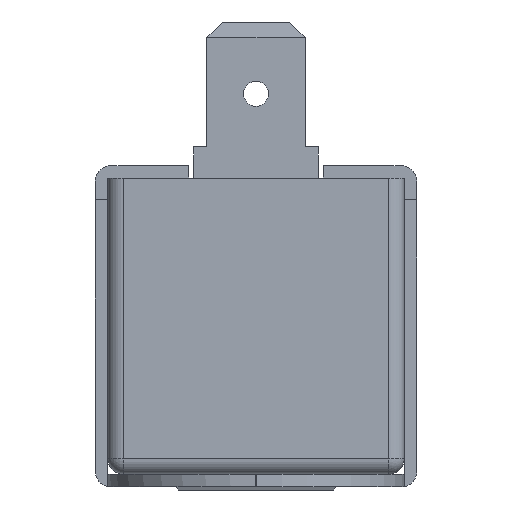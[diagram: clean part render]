
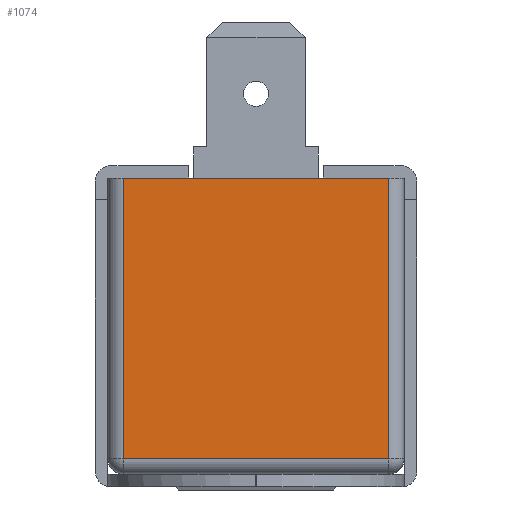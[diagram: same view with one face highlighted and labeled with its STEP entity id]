
A CAD part, left-side view. The second image highlights one B-rep face of the part: STEP entity #1074.
In plain terms, the highlighted planar face has unit normal (-1, 0, 0).
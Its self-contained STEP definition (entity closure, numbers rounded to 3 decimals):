
#39 = CARTESIAN_POINT ( 'NONE',  ( -18.803, 56.113, 64.547 ) ) ;
#56 = VECTOR ( 'NONE', #2170, 1000. ) ;
#378 = EDGE_CURVE ( 'NONE', #5020, #2955, #3257, .T. ) ;
#731 = ORIENTED_EDGE ( 'NONE', *, *, #4250, .T. ) ;
#957 = DIRECTION ( 'NONE',  ( 0., 1., 0. ) ) ;
#987 = CARTESIAN_POINT ( 'NONE',  ( -18.803, 56.113, 82.547 ) ) ;
#1001 = FACE_OUTER_BOUND ( 'NONE', #4118, .T. ) ;
#1074 = ADVANCED_FACE ( 'NONE', ( #1001 ), #2953, .F. ) ;
#1076 = EDGE_CURVE ( 'NONE', #3572, #5020, #5120, .T. ) ;
#1090 = DIRECTION ( 'NONE',  ( 0., -1., 0. ) ) ;
#1194 = CARTESIAN_POINT ( 'NONE',  ( -18.803, 38.113, 64.547 ) ) ;
#1373 = ORIENTED_EDGE ( 'NONE', *, *, #4802, .F. ) ;
#1378 = VECTOR ( 'NONE', #1090, 1000. ) ;
#1552 = DIRECTION ( 'NONE',  ( 0., 0., 1. ) ) ;
#1615 = DIRECTION ( 'NONE',  ( 0., -1., 0. ) ) ;
#2082 = VERTEX_POINT ( 'NONE', #2988 ) ;
#2170 = DIRECTION ( 'NONE',  ( 0., 0., -1. ) ) ;
#2350 = CARTESIAN_POINT ( 'NONE',  ( -18.803, 39.113, 64.547 ) ) ;
#2953 = PLANE ( 'NONE',  #4168 ) ;
#2955 = VERTEX_POINT ( 'NONE', #2350 ) ;
#2988 = CARTESIAN_POINT ( 'NONE',  ( -18.803, 39.113, 82.547 ) ) ;
#3257 = LINE ( 'NONE', #1194, #4058 ) ;
#3348 = DIRECTION ( 'NONE',  ( 1., 0., 0. ) ) ;
#3499 = CARTESIAN_POINT ( 'NONE',  ( -18.803, 38.113, 82.547 ) ) ;
#3548 = CARTESIAN_POINT ( 'NONE',  ( -18.803, 39.113, 82.547 ) ) ;
#3572 = VERTEX_POINT ( 'NONE', #987 ) ;
#3750 = CARTESIAN_POINT ( 'NONE',  ( -18.803, 56.113, 82.547 ) ) ;
#4058 = VECTOR ( 'NONE', #1615, 1000. ) ;
#4118 = EDGE_LOOP ( 'NONE', ( #5093, #4624, #731, #1373 ) ) ;
#4168 = AXIS2_PLACEMENT_3D ( 'NONE', #4935, #3348, #957 ) ;
#4250 = EDGE_CURVE ( 'NONE', #2955, #2082, #4925, .T. ) ;
#4554 = LINE ( 'NONE', #3499, #1378 ) ;
#4624 = ORIENTED_EDGE ( 'NONE', *, *, #378, .T. ) ;
#4802 = EDGE_CURVE ( 'NONE', #3572, #2082, #4554, .T. ) ;
#4925 = LINE ( 'NONE', #3548, #5044 ) ;
#4935 = CARTESIAN_POINT ( 'NONE',  ( -18.803, 38.113, 82.547 ) ) ;
#5020 = VERTEX_POINT ( 'NONE', #39 ) ;
#5044 = VECTOR ( 'NONE', #1552, 1000. ) ;
#5093 = ORIENTED_EDGE ( 'NONE', *, *, #1076, .T. ) ;
#5120 = LINE ( 'NONE', #3750, #56 ) ;
